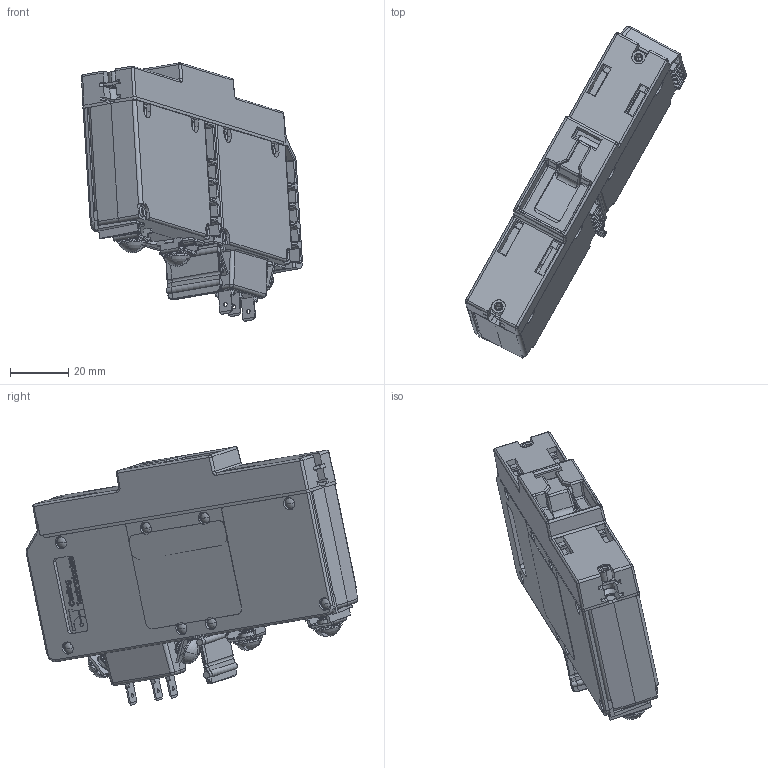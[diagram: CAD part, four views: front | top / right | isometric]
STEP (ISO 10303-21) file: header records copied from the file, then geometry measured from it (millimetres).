
FILE_DESCRIPTION((''),'2;1');
FILE_NAME('TB2-B8-24-615-K2G-C3_SW0002','2017-02-01T',('patrickmoody'),(''),'CREO PARAMETRIC BY PTC INC, 2015480','CREO PARAMETRIC BY PTC INC, 2015480','');
FILE_SCHEMA(('AUTOMOTIVE_DESIGN { 1 0 10303 214 1 1 1 1 }'));
Products named in the file (1): TB2-B8-24-615-K2G-C3_SW0002
Bounding box: 75.96 x 114.17 x 88.89 mm (x, y, z)
Volume: 109239.3 mm3; surface area: 55517.1 mm2
Topology: 2 solids, 7 shells, 4664 faces, 13234 edges, 8611 vertices
Faces by surface type: plane 3001, cylinder 824, extrusion 318, bspline 219, cone 176, torus 64, sphere 62
Entity records: 181285 total; most frequent: CARTESIAN_POINT 47794, ORIENTED_EDGE 26404, DIRECTION 21694, EDGE_CURVE 13202, VECTOR 9990, LINE 9672, VERTEX_POINT 8611, AXIS2_PLACEMENT_3D 5852
